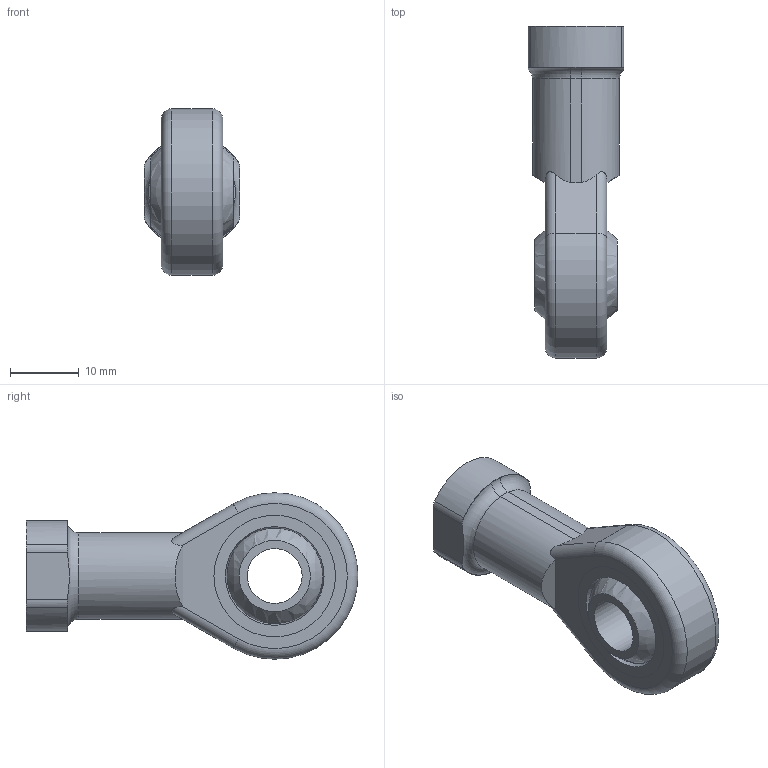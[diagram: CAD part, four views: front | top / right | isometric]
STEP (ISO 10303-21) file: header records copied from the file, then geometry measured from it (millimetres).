
FILE_DESCRIPTION(/* description */ (''),/* implementation_level */ '2;1');
FILE_NAME(/* name */ 'SI8T_K Rod End Bearing_.step',/* time_stamp */ '2024-06-11T22:31:09-04:00',/* author */ (''),/* organization */ (''),/* preprocessor_version */ 'ST-DEVELOPER v20',/* originating_system */ 'Autodesk Translation Framework v13.14.0.145',/* authorisation */ '');
FILE_SCHEMA (('AUTOMOTIVE_DESIGN { 1 0 10303 214 3 1 1 }'));
Length unit declared in the file: millimetre
Products named in the file (1): SI8T/K Rod End Bearing
Bounding box: 14 x 48.45 x 24.3 mm (x, y, z)
Volume: 6437.6 mm3; surface area: 5389.1 mm2
Topology: 3 solids, 3 shells, 48 faces, 114 edges, 73 vertices
Faces by surface type: cylinder 21, plane 18, torus 4, cone 3, sphere 2
Full cylindrical faces by diameter (mm): 6.779 x1, 8 x1, 14 x2, 17.75 x2
Entity records: 1565 total; most frequent: CARTESIAN_POINT 384, DIRECTION 245, ORIENTED_EDGE 220, EDGE_CURVE 110, AXIS2_PLACEMENT_3D 100, VERTEX_POINT 73, EDGE_LOOP 59, FACE_OUTER_BOUND 48
